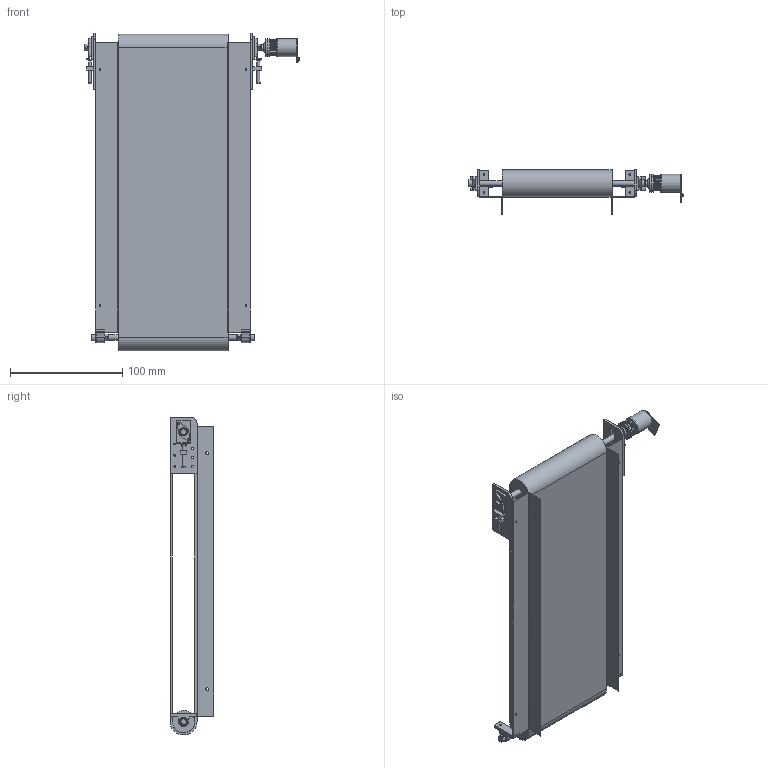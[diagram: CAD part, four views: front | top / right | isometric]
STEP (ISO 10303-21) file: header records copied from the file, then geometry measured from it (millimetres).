
FILE_DESCRIPTION(/* description */ (''),/* implementation_level */ '2;1');
FILE_NAME(/* name */ 'Convenyor Belt.stp',/* time_stamp */ '2025-01-31T11:46:44-05:00',/* author */ ('sara_'),/* organization */ (''),/* preprocessor_version */ 'ST-DEVELOPER v19.2',/* originating_system */ 'Autodesk Inventor 2024',/* authorisation */ '');
FILE_SCHEMA (('AUTOMOTIVE_DESIGN { 1 0 10303 214 3 1 1 }'));
Length unit declared in the file: millimetre
Products named in the file (1): Convenyor Belt
Bounding box: 191.78 x 39.01 x 283.24 mm (x, y, z)
Volume: 193187.7 mm3; surface area: 183617.7 mm2
Topology: 33 solids, 33 shells, 660 faces, 1535 edges, 978 vertices
Faces by surface type: plane 322, cylinder 258, torus 72, bspline 8
Full cylindrical faces by diameter (mm): 0.3 x4, 1.44 x4, 1.6 x42, 2.4 x10, 2.5 x1, 3.2 x2, 5 x18, 5.2 x2, 6 x6, 7 x1, 7.4 x6, 10 x4, 16 x3, 20 x2
Entity records: 20486 total; most frequent: CARTESIAN_POINT 4010, DIRECTION 3527, ORIENTED_EDGE 3070, EDGE_CURVE 1535, AXIS2_PLACEMENT_3D 1375, VERTEX_POINT 978, EDGE_LOOP 845, LINE 777
